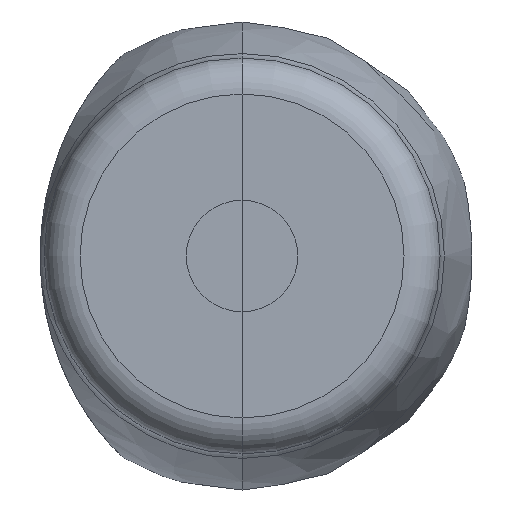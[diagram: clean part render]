
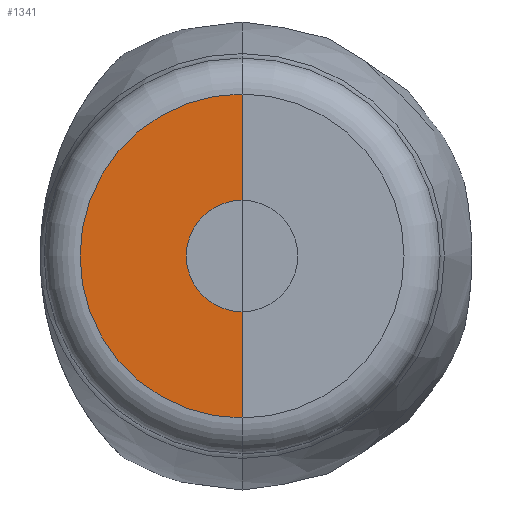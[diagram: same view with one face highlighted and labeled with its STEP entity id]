
A CAD part, left-side view. The second image highlights one B-rep face of the part: STEP entity #1341.
In plain terms, the highlighted planar face has unit normal (-1, 0, 0).
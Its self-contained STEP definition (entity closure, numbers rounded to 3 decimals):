
#60=PLANE('',#1477);
#116=FACE_OUTER_BOUND('',#198,.T.);
#198=EDGE_LOOP('',(#1042,#1043,#1044,#1045));
#274=LINE('',#2033,#390);
#286=LINE('',#2057,#402);
#390=VECTOR('',#1609,10.);
#402=VECTOR('',#1621,10.);
#527=CIRCLE('',#1476,9.);
#528=CIRCLE('',#1478,3.1);
#589=VERTEX_POINT('',#2030);
#590=VERTEX_POINT('',#2032);
#601=VERTEX_POINT('',#2054);
#602=VERTEX_POINT('',#2056);
#723=EDGE_CURVE('',#589,#590,#274,.T.);
#735=EDGE_CURVE('',#601,#602,#286,.T.);
#786=EDGE_CURVE('',#602,#589,#527,.T.);
#787=EDGE_CURVE('',#601,#590,#528,.T.);
#1042=ORIENTED_EDGE('',*,*,#735,.F.);
#1043=ORIENTED_EDGE('',*,*,#787,.T.);
#1044=ORIENTED_EDGE('',*,*,#723,.F.);
#1045=ORIENTED_EDGE('',*,*,#786,.F.);
#1341=ADVANCED_FACE('',(#116),#60,.T.);
#1476=AXIS2_PLACEMENT_3D('',#2242,#1734,#1735);
#1477=AXIS2_PLACEMENT_3D('',#2243,#1736,#1737);
#1478=AXIS2_PLACEMENT_3D('',#2244,#1738,#1739);
#1609=DIRECTION('',(0.,0.,-1.));
#1621=DIRECTION('',(0.,0.,-1.));
#1734=DIRECTION('center_axis',(1.,0.,0.));
#1735=DIRECTION('ref_axis',(0.,-1.,0.));
#1736=DIRECTION('center_axis',(-1.,0.,0.));
#1737=DIRECTION('ref_axis',(0.,0.,1.));
#1738=DIRECTION('center_axis',(1.,0.,0.));
#1739=DIRECTION('ref_axis',(0.,0.,1.));
#2030=CARTESIAN_POINT('',(-35.,0.,9.));
#2032=CARTESIAN_POINT('',(-35.,0.,3.1));
#2033=CARTESIAN_POINT('',(-35.,0.,0.));
#2054=CARTESIAN_POINT('',(-35.,0.,-3.1));
#2056=CARTESIAN_POINT('',(-35.,0.,-9.));
#2057=CARTESIAN_POINT('',(-35.,0.,0.));
#2242=CARTESIAN_POINT('Origin',(-35.,0.,0.));
#2243=CARTESIAN_POINT('Origin',(-35.,11.,0.));
#2244=CARTESIAN_POINT('Origin',(-35.,0.,0.));
